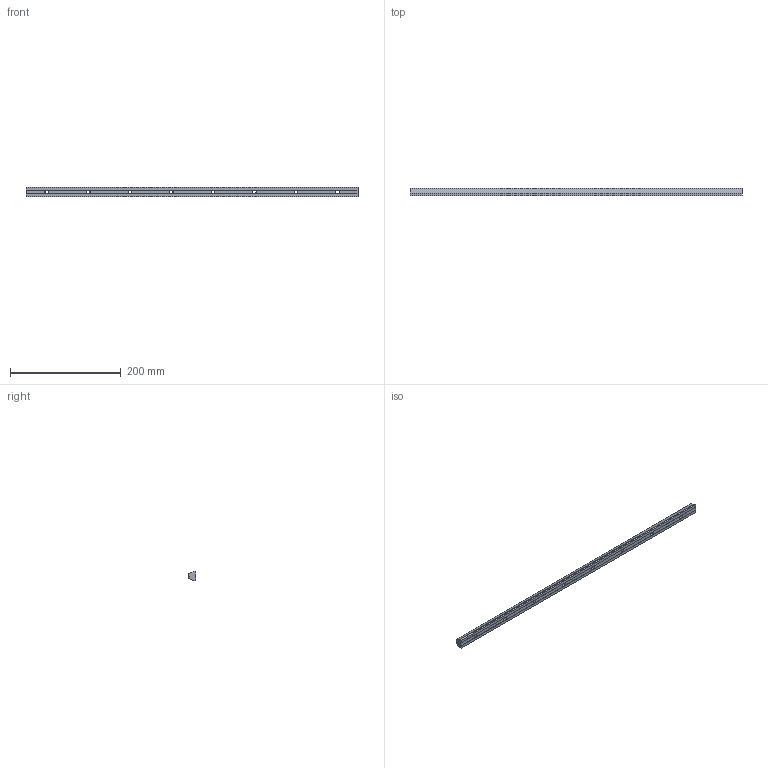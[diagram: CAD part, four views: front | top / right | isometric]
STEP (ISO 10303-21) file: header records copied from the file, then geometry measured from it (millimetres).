
FILE_DESCRIPTION( ( '' ), '1' );
FILE_NAME( 'wun_20_2_03.stp', '2008-04-10T04:39:19', ( '' ), ( '' ), ' ', ' ', ' ' );
FILE_SCHEMA( ( 'CONFIG_CONTROL_DESIGN' ) );
Length unit declared in the file: millimetre
Products named in the file (1): 1
Bounding box: 599.5 x 12.86 x 17 mm (x, y, z)
Volume: 97084.8 mm3; surface area: 34435.6 mm2
Topology: 1 solids, 1 shells, 39 faces, 127 edges, 74 vertices
Faces by surface type: plane 23, cylinder 16
Entity records: 1449 total; most frequent: DIRECTION 255, ORIENTED_EDGE 254, CARTESIAN_POINT 241, EDGE_CURVE 127, AXIS2_PLACEMENT_3D 88, LINE 79, VECTOR 79, VERTEX_POINT 74
